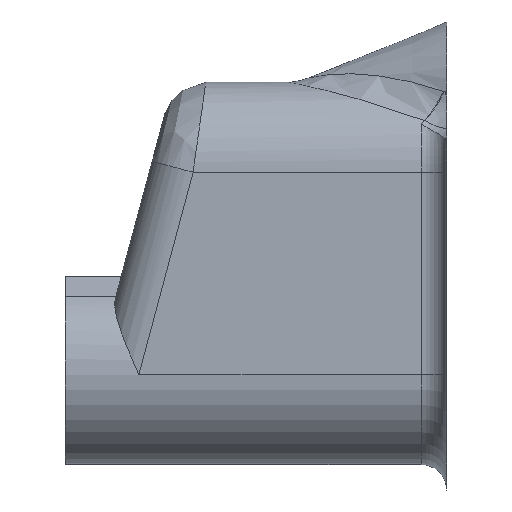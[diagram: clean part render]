
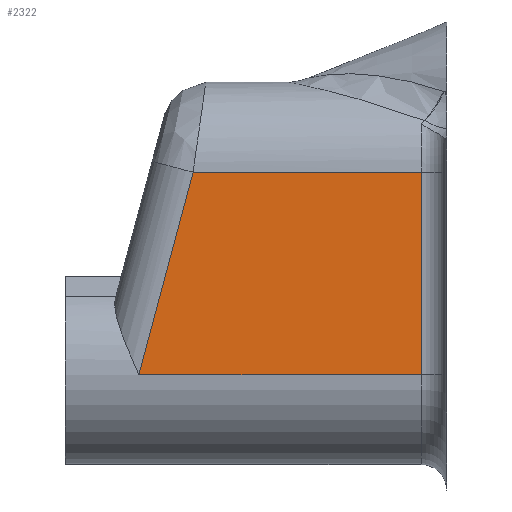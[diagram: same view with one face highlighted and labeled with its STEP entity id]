
A CAD part, left-side view. The second image highlights one B-rep face of the part: STEP entity #2322.
In plain terms, the highlighted planar face has unit normal (-1, 0, 0).
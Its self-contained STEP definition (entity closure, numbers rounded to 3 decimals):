
#171 = CYLINDRICAL_SURFACE('',#172,0.6);
#172 = AXIS2_PLACEMENT_3D('',#173,#174,#175);
#173 = CARTESIAN_POINT('',(-6.45,-11.7,17.013));
#174 = DIRECTION('',(0.,0.,1.));
#175 = DIRECTION('',(0.707,-0.707,0.)
  );
#709 = CYLINDRICAL_SURFACE('',#710,2.125);
#710 = AXIS2_PLACEMENT_3D('',#711,#712,#713);
#711 = CARTESIAN_POINT('',(-3.725,-12.3,21.775));
#712 = DIRECTION('',(0.,1.,0.));
#713 = DIRECTION('',(1.,0.,0.));
#1682 = VERTEX_POINT('',#1683);
#1683 = CARTESIAN_POINT('',(-5.85,-11.7,21.775));
#1734 = VERTEX_POINT('',#1735);
#1735 = CARTESIAN_POINT('',(-5.85,-11.7,17.));
#1757 = EDGE_CURVE('',#1734,#1682,#1758,.T.);
#1758 = SURFACE_CURVE('',#1759,(#1763,#1770),.PCURVE_S1.);
#1759 = LINE('',#1760,#1761);
#1760 = CARTESIAN_POINT('',(-5.85,-11.7,17.013));
#1761 = VECTOR('',#1762,1.);
#1762 = DIRECTION('',(0.,0.,1.));
#1763 = PCURVE('',#171,#1764);
#1764 = DEFINITIONAL_REPRESENTATION('',(#1765),#1769);
#1765 = LINE('',#1766,#1767);
#1766 = CARTESIAN_POINT('',(0.785,0.));
#1767 = VECTOR('',#1768,1.);
#1768 = DIRECTION('',(0.,1.));
#1769 = ( GEOMETRIC_REPRESENTATION_CONTEXT(2) 
PARAMETRIC_REPRESENTATION_CONTEXT() REPRESENTATION_CONTEXT('2D SPACE',''
  ) );
#1770 = PCURVE('',#1771,#1776);
#1771 = PLANE('',#1772);
#1772 = AXIS2_PLACEMENT_3D('',#1773,#1774,#1775);
#1773 = CARTESIAN_POINT('',(-5.85,-12.3,17.));
#1774 = DIRECTION('',(-1.,0.,0.));
#1775 = DIRECTION('',(0.,0.,1.));
#1776 = DEFINITIONAL_REPRESENTATION('',(#1777),#1781);
#1777 = LINE('',#1778,#1779);
#1778 = CARTESIAN_POINT('',(0.013,0.6));
#1779 = VECTOR('',#1780,1.);
#1780 = DIRECTION('',(1.,0.));
#1781 = ( GEOMETRIC_REPRESENTATION_CONTEXT(2) 
PARAMETRIC_REPRESENTATION_CONTEXT() REPRESENTATION_CONTEXT('2D SPACE',''
  ) );
#1827 = CYLINDRICAL_SURFACE('',#1828,2.125);
#1828 = AXIS2_PLACEMENT_3D('',#1829,#1830,#1831);
#1829 = CARTESIAN_POINT('',(-3.725,-59.,17.));
#1830 = DIRECTION('',(0.,1.,0.));
#1831 = DIRECTION('',(0.,0.,-1.));
#1950 = VERTEX_POINT('',#1951);
#1951 = CARTESIAN_POINT('',(-5.85,-6.315,21.775));
#2031 = EDGE_CURVE('',#1950,#1682,#2032,.T.);
#2032 = SURFACE_CURVE('',#2033,(#2037,#2044),.PCURVE_S1.);
#2033 = LINE('',#2034,#2035);
#2034 = CARTESIAN_POINT('',(-5.85,-12.3,21.775));
#2035 = VECTOR('',#2036,1.);
#2036 = DIRECTION('',(0.,-1.,0.));
#2037 = PCURVE('',#709,#2038);
#2038 = DEFINITIONAL_REPRESENTATION('',(#2039),#2043);
#2039 = LINE('',#2040,#2041);
#2040 = CARTESIAN_POINT('',(3.142,0.));
#2041 = VECTOR('',#2042,1.);
#2042 = DIRECTION('',(0.,-1.));
#2043 = ( GEOMETRIC_REPRESENTATION_CONTEXT(2) 
PARAMETRIC_REPRESENTATION_CONTEXT() REPRESENTATION_CONTEXT('2D SPACE',''
  ) );
#2044 = PCURVE('',#1771,#2045);
#2045 = DEFINITIONAL_REPRESENTATION('',(#2046),#2050);
#2046 = LINE('',#2047,#2048);
#2047 = CARTESIAN_POINT('',(4.775,0.));
#2048 = VECTOR('',#2049,1.);
#2049 = DIRECTION('',(0.,-1.));
#2050 = ( GEOMETRIC_REPRESENTATION_CONTEXT(2) 
PARAMETRIC_REPRESENTATION_CONTEXT() REPRESENTATION_CONTEXT('2D SPACE',''
  ) );
#2322 = ADVANCED_FACE('',(#2323),#1771,.T.);
#2323 = FACE_BOUND('',#2324,.F.);
#2324 = EDGE_LOOP('',(#2325,#2353,#2354,#2355));
#2325 = ORIENTED_EDGE('',*,*,#2326,.F.);
#2326 = EDGE_CURVE('',#1950,#2327,#2329,.T.);
#2327 = VERTEX_POINT('',#2328);
#2328 = CARTESIAN_POINT('',(-5.85,-5.035,17.));
#2329 = SURFACE_CURVE('',#2330,(#2334,#2341),.PCURVE_S1.);
#2330 = LINE('',#2331,#2332);
#2331 = CARTESIAN_POINT('',(-5.85,-5.69,19.445));
#2332 = VECTOR('',#2333,1.);
#2333 = DIRECTION('',(0.,0.259,-0.966));
#2334 = PCURVE('',#1771,#2335);
#2335 = DEFINITIONAL_REPRESENTATION('',(#2336),#2340);
#2336 = LINE('',#2337,#2338);
#2337 = CARTESIAN_POINT('',(2.445,6.61));
#2338 = VECTOR('',#2339,1.);
#2339 = DIRECTION('',(-0.966,0.259));
#2340 = ( GEOMETRIC_REPRESENTATION_CONTEXT(2) 
PARAMETRIC_REPRESENTATION_CONTEXT() REPRESENTATION_CONTEXT('2D SPACE',''
  ) );
#2341 = PCURVE('',#2342,#2347);
#2342 = CYLINDRICAL_SURFACE('',#2343,1.);
#2343 = AXIS2_PLACEMENT_3D('',#2344,#2345,#2346);
#2344 = CARTESIAN_POINT('',(-4.85,-5.69,19.445));
#2345 = DIRECTION('',(0.,0.259,-0.966));
#2346 = DIRECTION('',(-0.707,0.683,0.183));
#2347 = DEFINITIONAL_REPRESENTATION('',(#2348),#2352);
#2348 = LINE('',#2349,#2350);
#2349 = CARTESIAN_POINT('',(5.498,0.));
#2350 = VECTOR('',#2351,1.);
#2351 = DIRECTION('',(0.,1.));
#2352 = ( GEOMETRIC_REPRESENTATION_CONTEXT(2) 
PARAMETRIC_REPRESENTATION_CONTEXT() REPRESENTATION_CONTEXT('2D SPACE',''
  ) );
#2353 = ORIENTED_EDGE('',*,*,#2031,.T.);
#2354 = ORIENTED_EDGE('',*,*,#1757,.F.);
#2355 = ORIENTED_EDGE('',*,*,#2356,.F.);
#2356 = EDGE_CURVE('',#2327,#1734,#2357,.T.);
#2357 = SURFACE_CURVE('',#2358,(#2362,#2369),.PCURVE_S1.);
#2358 = LINE('',#2359,#2360);
#2359 = CARTESIAN_POINT('',(-5.85,-59.,17.));
#2360 = VECTOR('',#2361,1.);
#2361 = DIRECTION('',(0.,-1.,0.));
#2362 = PCURVE('',#1771,#2363);
#2363 = DEFINITIONAL_REPRESENTATION('',(#2364),#2368);
#2364 = LINE('',#2365,#2366);
#2365 = CARTESIAN_POINT('',(0.,-46.7));
#2366 = VECTOR('',#2367,1.);
#2367 = DIRECTION('',(0.,-1.));
#2368 = ( GEOMETRIC_REPRESENTATION_CONTEXT(2) 
PARAMETRIC_REPRESENTATION_CONTEXT() REPRESENTATION_CONTEXT('2D SPACE',''
  ) );
#2369 = PCURVE('',#1827,#2370);
#2370 = DEFINITIONAL_REPRESENTATION('',(#2371),#2375);
#2371 = LINE('',#2372,#2373);
#2372 = CARTESIAN_POINT('',(1.571,0.));
#2373 = VECTOR('',#2374,1.);
#2374 = DIRECTION('',(0.,-1.));
#2375 = ( GEOMETRIC_REPRESENTATION_CONTEXT(2) 
PARAMETRIC_REPRESENTATION_CONTEXT() REPRESENTATION_CONTEXT('2D SPACE',''
  ) );
